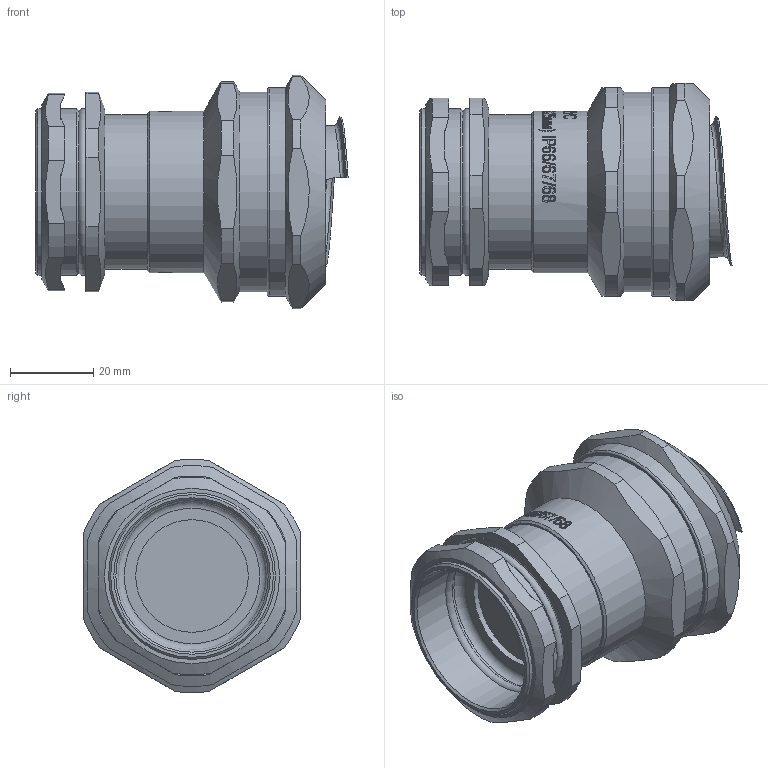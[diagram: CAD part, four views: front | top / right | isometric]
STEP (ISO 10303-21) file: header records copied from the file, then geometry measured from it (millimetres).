
FILE_DESCRIPTION(/* description */ (''),/* implementation_level */ '2;1');
FILE_NAME(/* name */ 'Модель ВК-М40-25-МР32.stp',/* time_stamp */ '2020-07-16T16:19:10+07:00',/* author */ ('Борисов Е'),/* organization */ (''),/* preprocessor_version */ 'ST-DEVELOPER v17',/* originating_system */ 'Autodesk Inventor 2019',/* authorisation */ '');
FILE_SCHEMA (('AUTOMOTIVE_DESIGN { 1 0 10303 214 3 1 1 }'));
Length unit declared in the file: millimetre
Products named in the file (1): Модель ВК-М4
0-25-МР32
Bounding box: 74.87 x 52 x 55.94 mm (x, y, z)
Volume: 72778.4 mm3; surface area: 27455.3 mm2
Topology: 2 solids, 2 shells, 615 faces, 1661 edges, 1115 vertices
Faces by surface type: bspline 293, plane 196, cylinder 95, cone 24, torus 7
Full cylindrical faces by diameter (mm): 27 x1, 31.1 x1, 31.9 x1, 36.5 x2, 37 x1, 38.8 x1, 40 x3, 41 x1, 43.2 x1, 44 x1, 44.6 x1, 46 x1, 46.5 x1, 47.8 x1, 50 x1
Entity records: 26824 total; most frequent: CARTESIAN_POINT 12463, ORIENTED_EDGE 3322, DIRECTION 2017, EDGE_CURVE 1661, VERTEX_POINT 1115, EDGE_LOOP 682, AXIS2_PLACEMENT_3D 676, LINE 665
